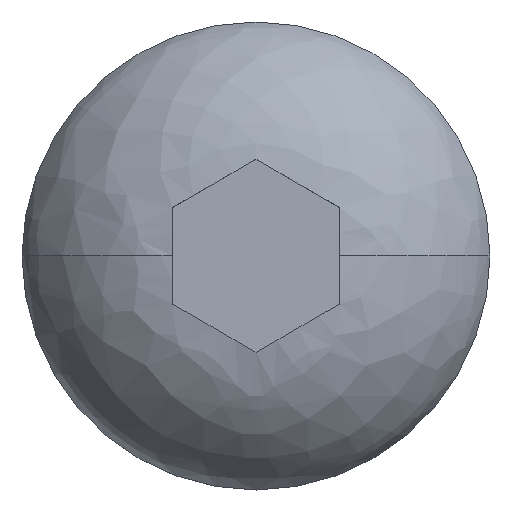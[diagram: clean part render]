
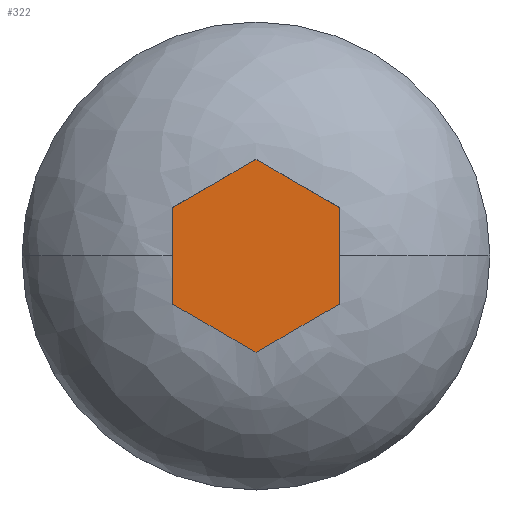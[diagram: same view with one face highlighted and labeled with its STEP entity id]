
A CAD part, top view. The second image highlights one B-rep face of the part: STEP entity #322.
In plain terms, the highlighted planar face has unit normal (0, 0, 1).
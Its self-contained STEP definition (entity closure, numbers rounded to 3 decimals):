
#9 = CARTESIAN_POINT ( 'NONE',  ( -1.25, 2.165, 1. ) ) ;
#10 = DIRECTION ( 'NONE',  ( -0.866, -0.5, 0. ) ) ;
#15 = DIRECTION ( 'NONE',  ( 0.866, -0.5, 0. ) ) ;
#19 = CARTESIAN_POINT ( 'NONE',  ( -2.5, -1.443, 1. ) ) ;
#33 = VECTOR ( 'NONE', #10, 1000. ) ;
#34 = VECTOR ( 'NONE', #15, 1000. ) ;
#35 = CARTESIAN_POINT ( 'NONE',  ( -1.25, -2.165, 1. ) ) ;
#36 = LINE ( 'NONE', #35, #34 ) ;
#106 = CARTESIAN_POINT ( 'NONE',  ( 1.25, 2.165, 1. ) ) ;
#107 = LINE ( 'NONE', #106, #114 ) ;
#108 = CARTESIAN_POINT ( 'NONE',  ( 0., -2.887, 1. ) ) ;
#111 = LINE ( 'NONE', #9, #33 ) ;
#112 = CARTESIAN_POINT ( 'NONE',  ( 0., 2.887, 1. ) ) ;
#113 = DIRECTION ( 'NONE',  ( -0.866, 0.5, 0. ) ) ;
#114 = VECTOR ( 'NONE', #113, 1000. ) ;
#291 = VERTEX_POINT ( 'NONE', #1906 ) ;
#295 = EDGE_CURVE ( 'NONE', #296, #291, #1905, .T. ) ;
#296 = VERTEX_POINT ( 'NONE', #1901 ) ;
#315 = EDGE_CURVE ( 'NONE', #316, #373, #1895, .T. ) ;
#316 = VERTEX_POINT ( 'NONE', #1891 ) ;
#322 = ADVANCED_FACE ( 'NONE', ( #1887 ), #1889, .T. ) ;
#324 = EDGE_LOOP ( 'NONE', ( #325, #355, #356, #359, #383, #384 ) ) ;
#325 = ORIENTED_EDGE ( 'NONE', *, *, #326, .T. ) ;
#326 = EDGE_CURVE ( 'NONE', #354, #296, #1955, .T. ) ;
#354 = VERTEX_POINT ( 'NONE', #108 ) ;
#355 = ORIENTED_EDGE ( 'NONE', *, *, #295, .T. ) ;
#356 = ORIENTED_EDGE ( 'NONE', *, *, #357, .T. ) ;
#357 = EDGE_CURVE ( 'NONE', #291, #358, #107, .T. ) ;
#358 = VERTEX_POINT ( 'NONE', #112 ) ;
#359 = ORIENTED_EDGE ( 'NONE', *, *, #360, .T. ) ;
#360 = EDGE_CURVE ( 'NONE', #358, #316, #111, .T. ) ;
#373 = VERTEX_POINT ( 'NONE', #19 ) ;
#383 = ORIENTED_EDGE ( 'NONE', *, *, #315, .T. ) ;
#384 = ORIENTED_EDGE ( 'NONE', *, *, #385, .T. ) ;
#385 = EDGE_CURVE ( 'NONE', #373, #354, #36, .T. ) ;
#1887 = FACE_OUTER_BOUND ( 'NONE', #324, .T. ) ;
#1889 = PLANE ( 'NONE',  #1959 ) ;
#1891 = CARTESIAN_POINT ( 'NONE',  ( -2.5, 1.443, 1. ) ) ;
#1892 = DIRECTION ( 'NONE',  ( 0., -1., 0. ) ) ;
#1893 = VECTOR ( 'NONE', #1892, 1000. ) ;
#1894 = CARTESIAN_POINT ( 'NONE',  ( -2.5, 0., 1. ) ) ;
#1895 = LINE ( 'NONE', #1894, #1893 ) ;
#1901 = CARTESIAN_POINT ( 'NONE',  ( 2.5, -1.443, 1. ) ) ;
#1902 = DIRECTION ( 'NONE',  ( 0., 1., 0. ) ) ;
#1903 = VECTOR ( 'NONE', #1902, 1000. ) ;
#1904 = CARTESIAN_POINT ( 'NONE',  ( 2.5, 0., 1. ) ) ;
#1905 = LINE ( 'NONE', #1904, #1903 ) ;
#1906 = CARTESIAN_POINT ( 'NONE',  ( 2.5, 1.443, 1. ) ) ;
#1952 = DIRECTION ( 'NONE',  ( 0.866, 0.5, 0. ) ) ;
#1953 = VECTOR ( 'NONE', #1952, 1000. ) ;
#1954 = CARTESIAN_POINT ( 'NONE',  ( 1.25, -2.165, 1. ) ) ;
#1955 = LINE ( 'NONE', #1954, #1953 ) ;
#1956 = DIRECTION ( 'NONE',  ( 1., 0., 0. ) ) ;
#1957 = DIRECTION ( 'NONE',  ( 0., 0., 1. ) ) ;
#1958 = CARTESIAN_POINT ( 'NONE',  ( -2.5, -2.887, 1. ) ) ;
#1959 = AXIS2_PLACEMENT_3D ( 'NONE', #1958, #1957, #1956 ) ;
